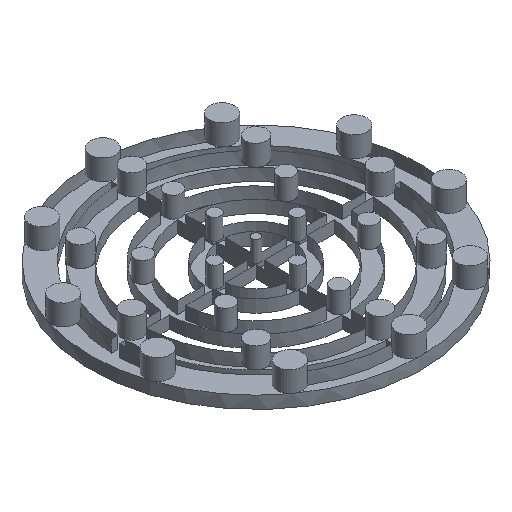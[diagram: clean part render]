
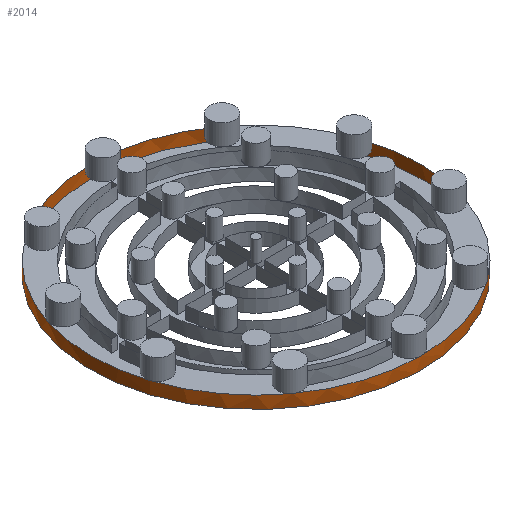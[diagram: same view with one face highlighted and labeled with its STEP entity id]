
A CAD part, isometric view. The second image highlights one B-rep face of the part: STEP entity #2014.
In plain terms, the highlighted cylindrical face has radius 50.8 mm (diameter 101.6 mm), a full revolution.
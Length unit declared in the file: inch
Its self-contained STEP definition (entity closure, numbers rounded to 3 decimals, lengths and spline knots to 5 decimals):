
#353=FACE_BOUND($,#569,.T.);
#419=FACE_OUTER_BOUND($,#568,.T.);
#568=EDGE_LOOP($,(#1550,#1551,#1552,#1553,#1554,#1555,#1556,#1557,#1558,
#1559));
#569=EDGE_LOOP($,(#1560));
#727=CIRCLE($,#2159,2.);
#729=CIRCLE($,#2162,2.);
#731=CIRCLE($,#2165,2.);
#732=CIRCLE($,#2167,2.);
#734=CIRCLE($,#2169,2.);
#750=CIRCLE($,#2185,2.);
#766=CIRCLE($,#2201,2.);
#767=CIRCLE($,#2202,2.);
#783=CIRCLE($,#2218,2.);
#815=CIRCLE($,#2251,2.);
#821=CIRCLE($,#2264,2.);
#866=VERTEX_POINT($,#3113);
#869=VERTEX_POINT($,#3121);
#872=VERTEX_POINT($,#3129);
#875=VERTEX_POINT($,#3137);
#878=VERTEX_POINT($,#3145);
#880=VERTEX_POINT($,#3151);
#883=VERTEX_POINT($,#3159);
#886=VERTEX_POINT($,#3167);
#889=VERTEX_POINT($,#3175);
#891=VERTEX_POINT($,#3190);
#988=VERTEX_POINT($,#3424);
#1087=EDGE_CURVE($,#886,#889,#727,.T.);
#1089=EDGE_CURVE($,#880,#883,#729,.T.);
#1091=EDGE_CURVE($,#872,#875,#731,.T.);
#1092=EDGE_CURVE($,#891,#866,#732,.T.);
#1094=EDGE_CURVE($,#889,#891,#734,.T.);
#1116=EDGE_CURVE($,#883,#886,#750,.T.);
#1138=EDGE_CURVE($,#878,#880,#766,.T.);
#1139=EDGE_CURVE($,#875,#878,#767,.T.);
#1161=EDGE_CURVE($,#869,#872,#783,.T.);
#1207=EDGE_CURVE($,#866,#869,#815,.T.);
#1221=EDGE_CURVE($,#988,#988,#821,.T.);
#1550=ORIENTED_EDGE($,*,*,#1092,.T.);
#1551=ORIENTED_EDGE($,*,*,#1207,.T.);
#1552=ORIENTED_EDGE($,*,*,#1161,.T.);
#1553=ORIENTED_EDGE($,*,*,#1091,.T.);
#1554=ORIENTED_EDGE($,*,*,#1139,.T.);
#1555=ORIENTED_EDGE($,*,*,#1138,.T.);
#1556=ORIENTED_EDGE($,*,*,#1089,.T.);
#1557=ORIENTED_EDGE($,*,*,#1116,.T.);
#1558=ORIENTED_EDGE($,*,*,#1087,.T.);
#1559=ORIENTED_EDGE($,*,*,#1094,.T.);
#1560=ORIENTED_EDGE($,*,*,#1221,.F.);
#1941=CYLINDRICAL_SURFACE($,#2263,2.);
#2014=ADVANCED_FACE($,(#419,#353),#1941,.T.);
#2159=AXIS2_PLACEMENT_3D($,#3182,#2497,#2498);
#2162=AXIS2_PLACEMENT_3D($,#3185,#2503,#2504);
#2165=AXIS2_PLACEMENT_3D($,#3188,#2509,#2510);
#2167=AXIS2_PLACEMENT_3D($,#3191,#2513,#2514);
#2169=AXIS2_PLACEMENT_3D($,#3193,#2517,#2518);
#2185=AXIS2_PLACEMENT_3D($,#3231,#2555,#2556);
#2201=AXIS2_PLACEMENT_3D($,#3269,#2593,#2594);
#2202=AXIS2_PLACEMENT_3D($,#3270,#2595,#2596);
#2218=AXIS2_PLACEMENT_3D($,#3308,#2633,#2634);
#2251=AXIS2_PLACEMENT_3D($,#3394,#2713,#2714);
#2263=AXIS2_PLACEMENT_3D($,#3423,#2745,#2746);
#2264=AXIS2_PLACEMENT_3D($,#3425,#2747,#2748);
#2497=DIRECTION('center_axis',(0.,0.,-1.));
#2498=DIRECTION('ref_axis',(-1.,0.,0.));
#2503=DIRECTION('center_axis',(0.,0.,-1.));
#2504=DIRECTION('ref_axis',(-1.,0.,0.));
#2509=DIRECTION('center_axis',(0.,0.,-1.));
#2510=DIRECTION('ref_axis',(-1.,0.,0.));
#2513=DIRECTION('center_axis',(0.,0.,-1.));
#2514=DIRECTION('ref_axis',(-1.,0.,0.));
#2517=DIRECTION('center_axis',(0.,0.,-1.));
#2518=DIRECTION('ref_axis',(-1.,0.,0.));
#2555=DIRECTION('center_axis',(0.,0.,-1.));
#2556=DIRECTION('ref_axis',(-1.,0.,0.));
#2593=DIRECTION('center_axis',(0.,0.,-1.));
#2594=DIRECTION('ref_axis',(-1.,0.,0.));
#2595=DIRECTION('center_axis',(0.,0.,-1.));
#2596=DIRECTION('ref_axis',(-1.,0.,0.));
#2633=DIRECTION('center_axis',(0.,0.,-1.));
#2634=DIRECTION('ref_axis',(-1.,0.,0.));
#2713=DIRECTION('center_axis',(0.,0.,-1.));
#2714=DIRECTION('ref_axis',(-1.,0.,0.));
#2745=DIRECTION('center_axis',(0.,0.,-1.));
#2746=DIRECTION('ref_axis',(-1.,0.,0.));
#2747=DIRECTION('center_axis',(0.,0.,-1.));
#2748=DIRECTION('ref_axis',(-1.,0.,0.));
#3113=CARTESIAN_POINT('',(1.17557,1.61803,0.));
#3121=CARTESIAN_POINT('',(1.90211,0.61803,0.));
#3129=CARTESIAN_POINT('',(1.90211,-0.61803,0.));
#3137=CARTESIAN_POINT('',(1.17557,-1.61803,0.));
#3145=CARTESIAN_POINT('',(0.,-2.,0.));
#3151=CARTESIAN_POINT('',(-1.17557,-1.61803,0.));
#3159=CARTESIAN_POINT('',(-1.90211,-0.61803,0.));
#3167=CARTESIAN_POINT('',(-1.90211,0.61803,0.));
#3175=CARTESIAN_POINT('',(-1.17557,1.61803,0.));
#3182=CARTESIAN_POINT('Origin',(0.,0.,0.));
#3185=CARTESIAN_POINT('Origin',(0.,0.,0.));
#3188=CARTESIAN_POINT('Origin',(0.,0.,0.));
#3190=CARTESIAN_POINT('',(0.,2.,0.));
#3191=CARTESIAN_POINT('Origin',(0.,0.,0.));
#3193=CARTESIAN_POINT('Origin',(0.,0.,0.));
#3231=CARTESIAN_POINT('Origin',(0.,0.,0.));
#3269=CARTESIAN_POINT('Origin',(0.,0.,0.));
#3270=CARTESIAN_POINT('Origin',(0.,0.,0.));
#3308=CARTESIAN_POINT('Origin',(0.,0.,0.));
#3394=CARTESIAN_POINT('Origin',(0.,0.,0.));
#3423=CARTESIAN_POINT('Origin',(0.,0.,0.));
#3424=CARTESIAN_POINT('',(0.05,1.99937,-0.15));
#3425=CARTESIAN_POINT('Origin',(0.,0.,-0.15));
